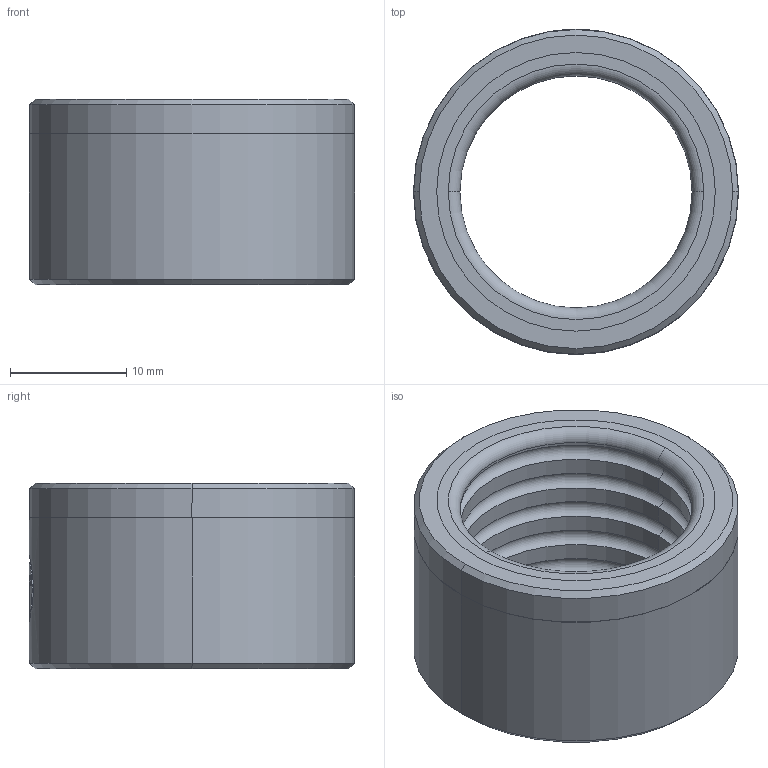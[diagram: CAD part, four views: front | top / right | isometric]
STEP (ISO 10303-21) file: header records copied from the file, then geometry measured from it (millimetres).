
FILE_DESCRIPTION (( 'STEP AP214' ), '1' );
FILE_NAME ('SGCZ-D28-d20-16.STEP', '2021-07-31T06:50:02', ( 'User' ), ( 'china' ), 'SwSTEP 2.0', 'SolidWorks 2016', '' );
FILE_SCHEMA (( 'AUTOMOTIVE_DESIGN' ));
Length unit declared in the file: millimetre
Products named in the file (3): SGCZ-D28-d20-16肣杶; SGCZ-D28-d20-16詩杶; SGCZ-D28-d20-16
Assembly tree (2 placements, depth 2):
  SGCZ-D28-d20-16
    SGCZ-D28-d20-16詩杶
    SGCZ-D28-d20-16肣杶
Bounding box: 28 x 28 x 16 mm (x, y, z)
Volume: 4504.6 mm3; surface area: 5595.5 mm2
Topology: 2 solids, 2 shells, 63 faces, 140 edges, 84 vertices
Faces by surface type: cylinder 32, torus 14, plane 13, cone 4
Entity records: 2080 total; most frequent: CARTESIAN_POINT 570, DIRECTION 318, ORIENTED_EDGE 280, EDGE_CURVE 140, AXIS2_PLACEMENT_3D 134, VERTEX_POINT 84, EDGE_LOOP 70, CIRCLE 66
